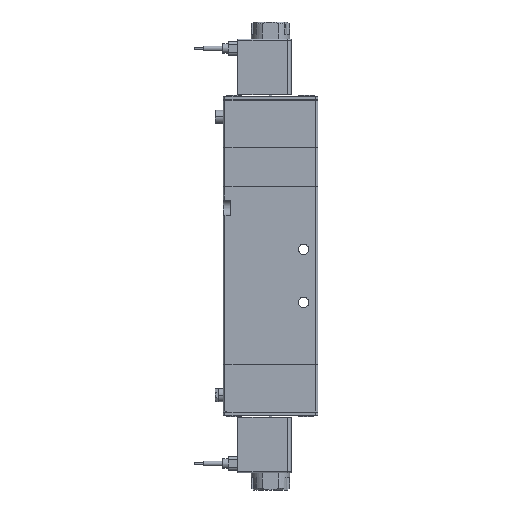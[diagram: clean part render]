
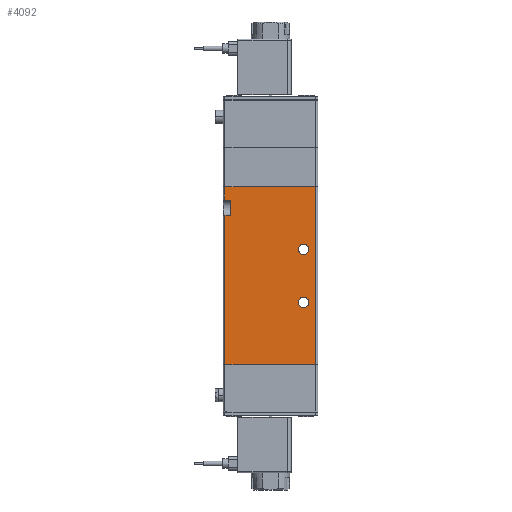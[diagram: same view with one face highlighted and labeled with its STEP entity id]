
A CAD part, left-side view. The second image highlights one B-rep face of the part: STEP entity #4092.
In plain terms, the highlighted planar face has unit normal (-1, 0, 0).
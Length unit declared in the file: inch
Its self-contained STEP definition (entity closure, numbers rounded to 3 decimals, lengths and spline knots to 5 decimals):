
#76 = ORIENTED_EDGE ( 'NONE', *, *, #6889, .T. ) ;
#98 = DIRECTION ( 'NONE',  ( 0., -1., 0. ) ) ;
#118 = CARTESIAN_POINT ( 'NONE',  ( -0.66929, 0.94488, 0. ) ) ;
#152 = EDGE_CURVE ( 'NONE', #6010, #5637, #8205, .T. ) ;
#182 = CARTESIAN_POINT ( 'NONE',  ( -0.66929, 0.82677, -0.27559 ) ) ;
#210 = FACE_BOUND ( 'NONE', #8938, .T. ) ;
#345 = CARTESIAN_POINT ( 'NONE',  ( -0.66929, 0.82677, -0.59055 ) ) ;
#591 = VERTEX_POINT ( 'NONE', #10903 ) ;
#804 = CARTESIAN_POINT ( 'NONE',  ( -0.66929, 0.94488, -0.27559 ) ) ;
#993 = CARTESIAN_POINT ( 'NONE',  ( -0.66929, -0.98425, -3.70079 ) ) ;
#1114 = ORIENTED_EDGE ( 'NONE', *, *, #9527, .T. ) ;
#1155 = EDGE_CURVE ( 'NONE', #6788, #1948, #1633, .T. ) ;
#1249 = DIRECTION ( 'NONE',  ( 1., 0., 0. ) ) ;
#1373 = EDGE_CURVE ( 'NONE', #1948, #6788, #7112, .T. ) ;
#1485 = DIRECTION ( 'NONE',  ( 0., 0., -1. ) ) ;
#1547 = LINE ( 'NONE', #3383, #3280 ) ;
#1633 = CIRCLE ( 'NONE', #10403, 0.10827 ) ;
#1948 = VERTEX_POINT ( 'NONE', #2253 ) ;
#2253 = CARTESIAN_POINT ( 'NONE',  ( -0.66929, -0.68898, -1.19094 ) ) ;
#2355 = AXIS2_PLACEMENT_3D ( 'NONE', #7547, #2416, #8397 ) ;
#2416 = DIRECTION ( 'NONE',  ( 1., 0., 0. ) ) ;
#2673 = ORIENTED_EDGE ( 'NONE', *, *, #9013, .T. ) ;
#2678 = CARTESIAN_POINT ( 'NONE',  ( -0.66929, -0.94488, -3.70079 ) ) ;
#2702 = PLANE ( 'NONE',  #10845 ) ;
#3028 = DIRECTION ( 'NONE',  ( 1., 0., 0. ) ) ;
#3158 = EDGE_CURVE ( 'NONE', #4871, #9230, #5810, .T. ) ;
#3176 = VECTOR ( 'NONE', #98, 39.37008 ) ;
#3280 = VECTOR ( 'NONE', #5105, 39.37008 ) ;
#3341 = VECTOR ( 'NONE', #4362, 39.37008 ) ;
#3383 = CARTESIAN_POINT ( 'NONE',  ( -0.66929, 0.94488, -3.70079 ) ) ;
#3504 = CARTESIAN_POINT ( 'NONE',  ( -0.66929, -0.98425, -0.59055 ) ) ;
#3558 = DIRECTION ( 'NONE',  ( 1., 0., 0. ) ) ;
#3577 = DIRECTION ( 'NONE',  ( -1., 0., 0. ) ) ;
#3844 = DIRECTION ( 'NONE',  ( 0., -1., 0. ) ) ;
#3969 = EDGE_CURVE ( 'NONE', #8396, #8317, #1547, .T. ) ;
#4092 = ADVANCED_FACE ( 'NONE', ( #5295, #210, #6749 ), #2702, .T. ) ;
#4267 = ORIENTED_EDGE ( 'NONE', *, *, #3158, .T. ) ;
#4362 = DIRECTION ( 'NONE',  ( 0., 1., 0. ) ) ;
#4591 = VERTEX_POINT ( 'NONE', #804 ) ;
#4724 = DIRECTION ( 'NONE',  ( 0., 1., 0. ) ) ;
#4871 = VERTEX_POINT ( 'NONE', #182 ) ;
#5105 = DIRECTION ( 'NONE',  ( 0., 0., -1. ) ) ;
#5197 = VECTOR ( 'NONE', #1485, 39.37008 ) ;
#5223 = CARTESIAN_POINT ( 'NONE',  ( -0.66929, -0.98425, -0.27559 ) ) ;
#5228 = ORIENTED_EDGE ( 'NONE', *, *, #1155, .T. ) ;
#5295 = FACE_OUTER_BOUND ( 'NONE', #8218, .T. ) ;
#5323 = AXIS2_PLACEMENT_3D ( 'NONE', #8677, #3028, #10326 ) ;
#5451 = CARTESIAN_POINT ( 'NONE',  ( -0.66929, -0.98425, -3.70079 ) ) ;
#5577 = CARTESIAN_POINT ( 'NONE',  ( -0.66929, 0.94488, -0.59055 ) ) ;
#5598 = CARTESIAN_POINT ( 'NONE',  ( -0.66929, -0.98425, 0. ) ) ;
#5637 = VERTEX_POINT ( 'NONE', #7650 ) ;
#5721 = LINE ( 'NONE', #5598, #7728 ) ;
#5810 = LINE ( 'NONE', #6723, #9812 ) ;
#5939 = EDGE_LOOP ( 'NONE', ( #5228, #10891 ) ) ;
#5975 = CARTESIAN_POINT ( 'NONE',  ( -0.66929, -0.94488, -3.70079 ) ) ;
#6003 = VECTOR ( 'NONE', #3844, 39.37008 ) ;
#6010 = VERTEX_POINT ( 'NONE', #8995 ) ;
#6059 = ORIENTED_EDGE ( 'NONE', *, *, #10015, .T. ) ;
#6425 = LINE ( 'NONE', #5975, #10957 ) ;
#6606 = ORIENTED_EDGE ( 'NONE', *, *, #152, .T. ) ;
#6703 = CARTESIAN_POINT ( 'NONE',  ( -0.66929, 0.94488, -3.70079 ) ) ;
#6714 = CARTESIAN_POINT ( 'NONE',  ( -0.66929, -0.68898, -1.29921 ) ) ;
#6723 = CARTESIAN_POINT ( 'NONE',  ( -0.66929, 0.82677, -3.70079 ) ) ;
#6749 = FACE_BOUND ( 'NONE', #5939, .T. ) ;
#6788 = VERTEX_POINT ( 'NONE', #8498 ) ;
#6831 = DIRECTION ( 'NONE',  ( 0., 0., 1. ) ) ;
#6836 = CIRCLE ( 'NONE', #2355, 0.10827 ) ;
#6889 = EDGE_CURVE ( 'NONE', #4591, #4871, #10262, .T. ) ;
#7112 = CIRCLE ( 'NONE', #7907, 0.10827 ) ;
#7192 = LINE ( 'NONE', #10852, #5197 ) ;
#7224 = DIRECTION ( 'NONE',  ( 0., 0., -1. ) ) ;
#7547 = CARTESIAN_POINT ( 'NONE',  ( -0.66929, -0.68898, -2.40157 ) ) ;
#7650 = CARTESIAN_POINT ( 'NONE',  ( -0.66929, -0.68898, -2.29331 ) ) ;
#7728 = VECTOR ( 'NONE', #4724, 39.37008 ) ;
#7730 = ORIENTED_EDGE ( 'NONE', *, *, #8722, .T. ) ;
#7907 = AXIS2_PLACEMENT_3D ( 'NONE', #6714, #1249, #7224 ) ;
#8205 = CIRCLE ( 'NONE', #5323, 0.10827 ) ;
#8218 = EDGE_LOOP ( 'NONE', ( #9689, #6059, #76, #4267, #8869, #10003, #2673, #7730 ) ) ;
#8317 = VERTEX_POINT ( 'NONE', #6703 ) ;
#8396 = VERTEX_POINT ( 'NONE', #5577 ) ;
#8397 = DIRECTION ( 'NONE',  ( 0., 0., -1. ) ) ;
#8414 = LINE ( 'NONE', #3504, #3341 ) ;
#8498 = CARTESIAN_POINT ( 'NONE',  ( -0.66929, -0.68898, -1.40748 ) ) ;
#8668 = CARTESIAN_POINT ( 'NONE',  ( -0.66929, -0.68898, -1.29921 ) ) ;
#8677 = CARTESIAN_POINT ( 'NONE',  ( -0.66929, -0.68898, -2.40157 ) ) ;
#8722 = EDGE_CURVE ( 'NONE', #8812, #591, #6425, .T. ) ;
#8774 = EDGE_CURVE ( 'NONE', #9230, #8396, #8414, .T. ) ;
#8812 = VERTEX_POINT ( 'NONE', #2678 ) ;
#8869 = ORIENTED_EDGE ( 'NONE', *, *, #8774, .T. ) ;
#8938 = EDGE_LOOP ( 'NONE', ( #6606, #1114 ) ) ;
#8995 = CARTESIAN_POINT ( 'NONE',  ( -0.66929, -0.68898, -2.50984 ) ) ;
#9013 = EDGE_CURVE ( 'NONE', #8317, #8812, #10554, .T. ) ;
#9055 = VERTEX_POINT ( 'NONE', #118 ) ;
#9230 = VERTEX_POINT ( 'NONE', #345 ) ;
#9527 = EDGE_CURVE ( 'NONE', #5637, #6010, #6836, .T. ) ;
#9528 = DIRECTION ( 'NONE',  ( 0., 0., -1. ) ) ;
#9552 = DIRECTION ( 'NONE',  ( 0., 0., 1. ) ) ;
#9689 = ORIENTED_EDGE ( 'NONE', *, *, #9871, .T. ) ;
#9812 = VECTOR ( 'NONE', #10977, 39.37008 ) ;
#9871 = EDGE_CURVE ( 'NONE', #591, #9055, #5721, .T. ) ;
#10003 = ORIENTED_EDGE ( 'NONE', *, *, #3969, .T. ) ;
#10015 = EDGE_CURVE ( 'NONE', #9055, #4591, #7192, .T. ) ;
#10262 = LINE ( 'NONE', #5223, #3176 ) ;
#10326 = DIRECTION ( 'NONE',  ( 0., 0., -1. ) ) ;
#10403 = AXIS2_PLACEMENT_3D ( 'NONE', #8668, #3558, #9528 ) ;
#10554 = LINE ( 'NONE', #5451, #6003 ) ;
#10845 = AXIS2_PLACEMENT_3D ( 'NONE', #993, #3577, #9552 ) ;
#10852 = CARTESIAN_POINT ( 'NONE',  ( -0.66929, 0.94488, -3.70079 ) ) ;
#10891 = ORIENTED_EDGE ( 'NONE', *, *, #1373, .T. ) ;
#10903 = CARTESIAN_POINT ( 'NONE',  ( -0.66929, -0.94488, 0. ) ) ;
#10957 = VECTOR ( 'NONE', #6831, 39.37008 ) ;
#10977 = DIRECTION ( 'NONE',  ( 0., 0., -1. ) ) ;
